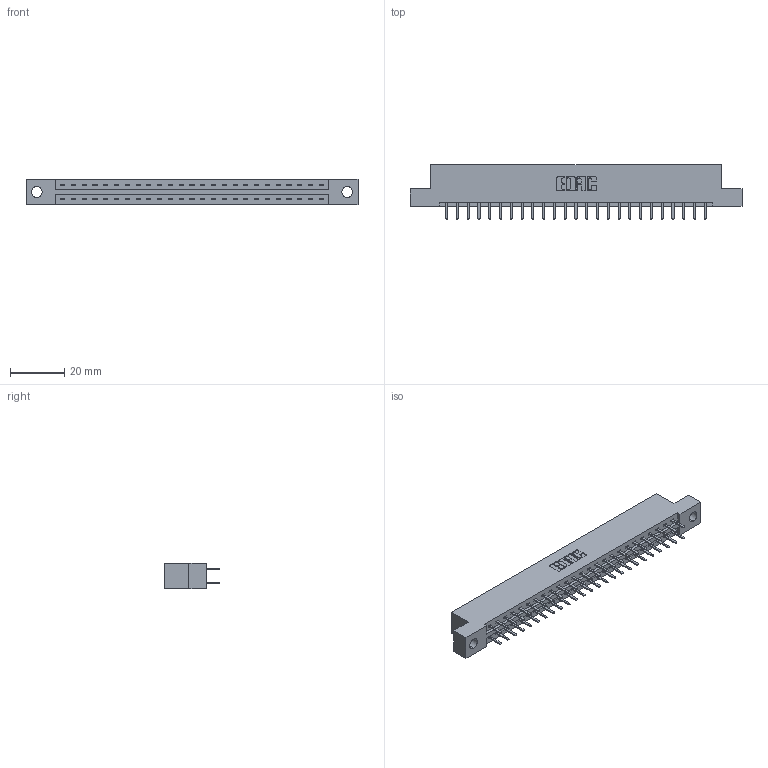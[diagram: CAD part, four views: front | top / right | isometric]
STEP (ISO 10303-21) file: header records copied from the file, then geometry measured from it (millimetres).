
FILE_DESCRIPTION (( 'STEP AP203' ), '1' );
FILE_NAME ('337-050-520-204.STEP', '2019-10-09T15:29:06', ( '' ), ( '' ), 'SwSTEP 2.0', 'SolidWorks 2016', '' );
FILE_SCHEMA (( 'CONFIG_CONTROL_DESIGN' ));
Length unit declared in the file: inch
Products named in the file (3): 345-292-001_345-293-120; 337-050-520-204; 337 Part_Flush Mounting Lugs - 0.156 Dia-TH
Assembly tree (51 placements, depth 2):
  337-050-520-204
    337 Part_Flush Mounting Lugs - 0.156 Dia-TH
    345-292-001_345-293-120  x50
Bounding box: 122.07 x 20.02 x 9.4 mm (x, y, z)
Volume: 12528.8 mm3; surface area: 13733.4 mm2
Topology: 51 solids, 51 shells, 3014 faces, 8761 edges, 5706 vertices
Faces by surface type: plane 2070, cylinder 944
Entity records: 21699 total; most frequent: CARTESIAN_POINT 3682, ORIENTED_EDGE 3606, DIRECTION 3151, EDGE_CURVE 1803, LINE 1671, VECTOR 1671, VERTEX_POINT 1198, AXIS2_PLACEMENT_3D 740
